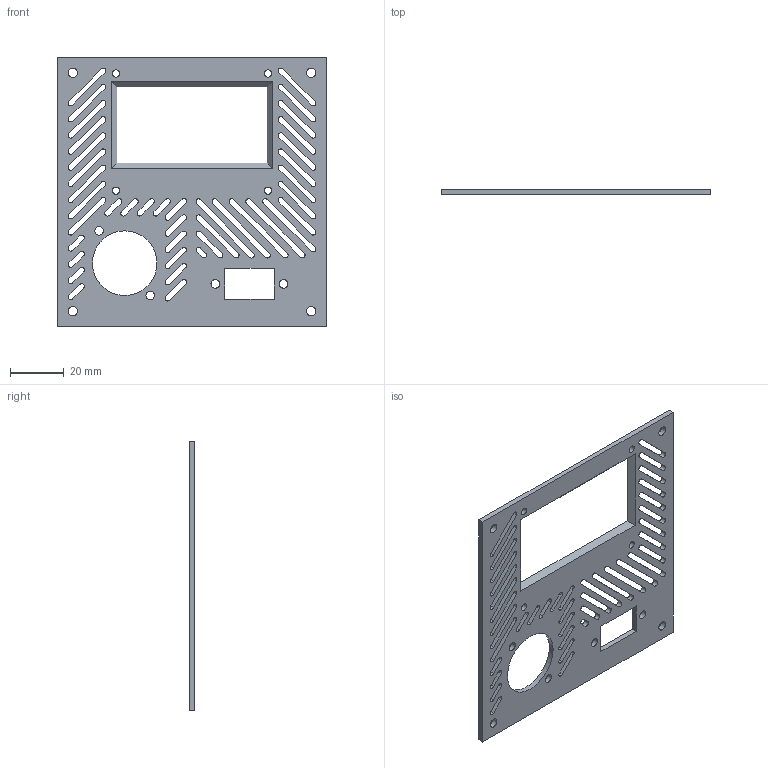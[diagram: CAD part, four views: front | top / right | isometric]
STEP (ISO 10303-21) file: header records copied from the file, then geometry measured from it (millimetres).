
FILE_DESCRIPTION(/* description */ (''),/* implementation_level */ '2;1');
FILE_NAME(/* name */ 'BackPlate.step',/* time_stamp */ '2023-07-30T00:25:13+02:00',/* author */ (''),/* organization */ (''),/* preprocessor_version */ 'ST-DEVELOPER v20',/* originating_system */ 'Autodesk Translation Framework v12.9.0.99',/* authorisation */ '');
FILE_SCHEMA (('AUTOMOTIVE_DESIGN { 1 0 10303 214 3 1 1 }'));
Length unit declared in the file: millimetre
Products named in the file (1): Anordnung Test
Bounding box: 100 x 2 x 100 mm (x, y, z)
Volume: 12391.1 mm3; surface area: 16997.1 mm2
Topology: 1 solids, 1 shells, 187 faces, 555 edges, 370 vertices
Faces by surface type: plane 94, cylinder 93
Full cylindrical faces by diameter (mm): 2.7 x4, 3.2 x4, 3.5 x4, 24 x1
Entity records: 6557 total; most frequent: DIRECTION 1117, CARTESIAN_POINT 1113, ORIENTED_EDGE 1110, EDGE_CURVE 555, AXIS2_PLACEMENT_3D 374, VERTEX_POINT 370, LINE 369, VECTOR 369
